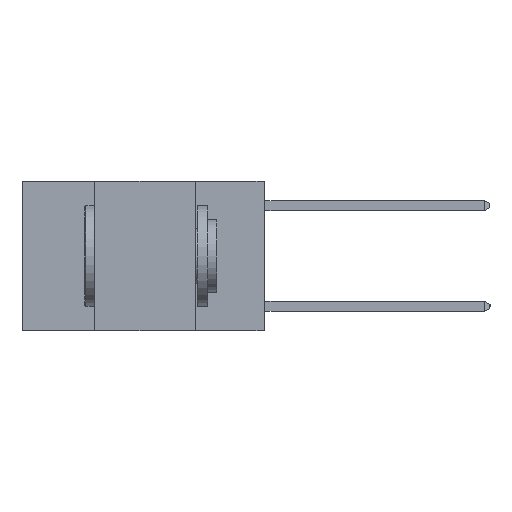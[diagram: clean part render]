
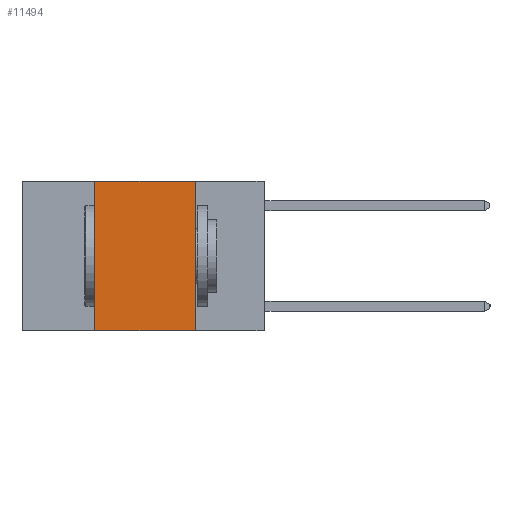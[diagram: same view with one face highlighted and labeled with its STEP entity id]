
A CAD part, left-side view. The second image highlights one B-rep face of the part: STEP entity #11494.
In plain terms, the highlighted planar face has unit normal (-1, 0, 0).
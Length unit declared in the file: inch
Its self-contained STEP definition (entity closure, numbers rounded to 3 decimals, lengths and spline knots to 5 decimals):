
#293 = EDGE_CURVE ( 'NONE', #11179, #3740, #9207, .T. ) ;
#405 = ORIENTED_EDGE ( 'NONE', *, *, #293, .F. ) ;
#987 = EDGE_CURVE ( 'NONE', #2601, #10256, #9924, .T. ) ;
#1340 = CARTESIAN_POINT ( 'NONE',  ( 0., 0.6, -0.37 ) ) ;
#1647 = DIRECTION ( 'NONE',  ( 0., 0., 1. ) ) ;
#2199 = EDGE_LOOP ( 'NONE', ( #5047, #405, #2896, #8110 ) ) ;
#2434 = AXIS2_PLACEMENT_3D ( 'NONE', #10535, #11399, #5953 ) ;
#2601 = VERTEX_POINT ( 'NONE', #4097 ) ;
#2896 = ORIENTED_EDGE ( 'NONE', *, *, #11058, .F. ) ;
#3033 = CARTESIAN_POINT ( 'NONE',  ( 0., 0.17, 0. ) ) ;
#3084 = LINE ( 'NONE', #4372, #7719 ) ;
#3443 = DIRECTION ( 'NONE',  ( 0., 0., -1. ) ) ;
#3652 = VECTOR ( 'NONE', #3443, 39.37008 ) ;
#3740 = VERTEX_POINT ( 'NONE', #3033 ) ;
#4097 = CARTESIAN_POINT ( 'NONE',  ( 0., 0.42, -0.37 ) ) ;
#4325 = VECTOR ( 'NONE', #6505, 39.37008 ) ;
#4372 = CARTESIAN_POINT ( 'NONE',  ( 0., 0.42, 0. ) ) ;
#5031 = PLANE ( 'NONE',  #2434 ) ;
#5047 = ORIENTED_EDGE ( 'NONE', *, *, #10994, .F. ) ;
#5953 = DIRECTION ( 'NONE',  ( 0., 0., -1. ) ) ;
#6389 = CARTESIAN_POINT ( 'NONE',  ( 0., 0.17, -0.37 ) ) ;
#6505 = DIRECTION ( 'NONE',  ( 0., -1., 0. ) ) ;
#7520 = VECTOR ( 'NONE', #8336, 39.37008 ) ;
#7719 = VECTOR ( 'NONE', #1647, 39.37008 ) ;
#8110 = ORIENTED_EDGE ( 'NONE', *, *, #987, .T. ) ;
#8336 = DIRECTION ( 'NONE',  ( 0., -1., 0. ) ) ;
#8441 = CARTESIAN_POINT ( 'NONE',  ( 0., 0.42, 0. ) ) ;
#9207 = LINE ( 'NONE', #9426, #4325 ) ;
#9426 = CARTESIAN_POINT ( 'NONE',  ( 0., 0.6, 0. ) ) ;
#9868 = CARTESIAN_POINT ( 'NONE',  ( 0., 0.17, 0. ) ) ;
#9924 = LINE ( 'NONE', #1340, #7520 ) ;
#10256 = VERTEX_POINT ( 'NONE', #6389 ) ;
#10535 = CARTESIAN_POINT ( 'NONE',  ( 0., 0.6, 0. ) ) ;
#10691 = LINE ( 'NONE', #9868, #3652 ) ;
#10994 = EDGE_CURVE ( 'NONE', #3740, #10256, #10691, .T. ) ;
#11058 = EDGE_CURVE ( 'NONE', #2601, #11179, #3084, .T. ) ;
#11179 = VERTEX_POINT ( 'NONE', #8441 ) ;
#11399 = DIRECTION ( 'NONE',  ( 1., 0., 0. ) ) ;
#11487 = FACE_OUTER_BOUND ( 'NONE', #2199, .T. ) ;
#11494 = ADVANCED_FACE ( 'NONE', ( #11487 ), #5031, .F. ) ;
